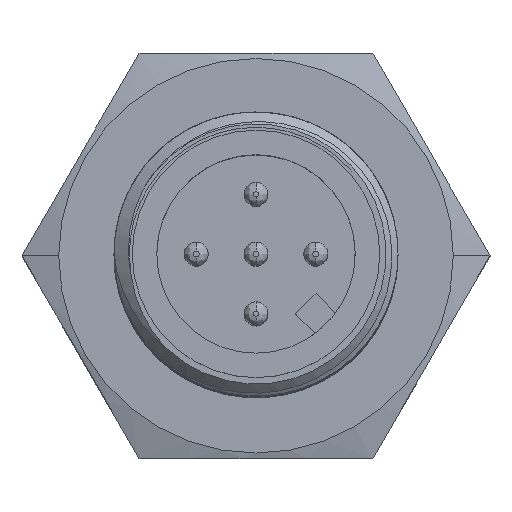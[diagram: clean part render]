
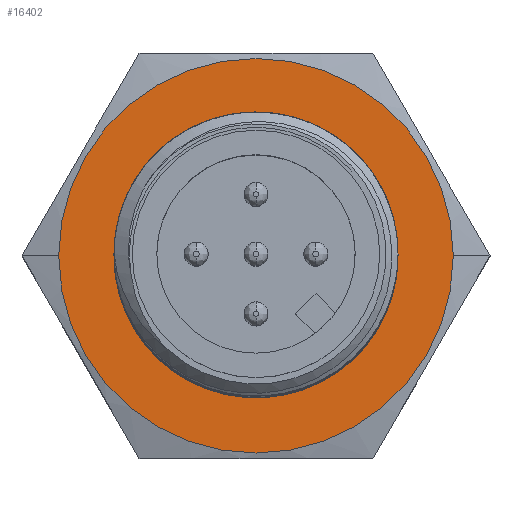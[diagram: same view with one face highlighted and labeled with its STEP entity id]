
A CAD part, top view. The second image highlights one B-rep face of the part: STEP entity #16402.
In plain terms, the highlighted face is planar.
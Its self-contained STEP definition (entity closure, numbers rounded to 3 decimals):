
#16163=CARTESIAN_POINT('',(0.,4.,0.));
#16164=DIRECTION('',(0.,1.,0.));
#16165=DIRECTION('',(1.,0.,0.));
#16166=AXIS2_PLACEMENT_3D('',#16163,#16164,#16165);
#16168=CARTESIAN_POINT('',(0.,4.,0.));
#16169=DIRECTION('',(0.,1.,0.));
#16170=DIRECTION('',(-1.,0.,0.));
#16171=AXIS2_PLACEMENT_3D('',#16168,#16169,#16170);
#16173=CARTESIAN_POINT('',(0.,4.,0.));
#16174=DIRECTION('',(0.,1.,0.));
#16175=DIRECTION('',(1.,0.,0.));
#16176=AXIS2_PLACEMENT_3D('',#16173,#16174,#16175);
#16178=CARTESIAN_POINT('',(0.,4.,0.));
#16179=DIRECTION('',(0.,1.,0.));
#16180=DIRECTION('',(-1.,0.,0.));
#16181=AXIS2_PLACEMENT_3D('',#16178,#16179,#16180);
#16219=CARTESIAN_POINT('',(5.131,4.,0.));
#16220=CARTESIAN_POINT('',(-5.131,4.,0.));
#16221=VERTEX_POINT('',#16219);
#16222=VERTEX_POINT('',#16220);
#16227=CARTESIAN_POINT('',(8.25,4.,0.));
#16228=CARTESIAN_POINT('',(-8.25,4.,0.));
#16229=VERTEX_POINT('',#16227);
#16230=VERTEX_POINT('',#16228);
#16386=CARTESIAN_POINT('',(0.,4.,0.));
#16387=DIRECTION('',(0.,1.,0.));
#16388=DIRECTION('',(1.,0.,0.));
#16389=AXIS2_PLACEMENT_3D('',#16386,#16387,#16388);
#16390=PLANE('',#16389);
#16392=ORIENTED_EDGE('',*,*,#16391,.F.);
#16393=ORIENTED_EDGE('',*,*,#16374,.F.);
#16394=EDGE_LOOP('',(#16392,#16393));
#16395=FACE_OUTER_BOUND('',#16394,.F.);
#16397=ORIENTED_EDGE('',*,*,#16396,.T.);
#16399=ORIENTED_EDGE('',*,*,#16398,.T.);
#16400=EDGE_LOOP('',(#16397,#16399));
#16401=FACE_BOUND('',#16400,.F.);
#16402=ADVANCED_FACE('',(#16395,#16401),#16390,.T.);
#16167=CIRCLE('',#16166,8.25);
#16172=CIRCLE('',#16171,8.25);
#16177=CIRCLE('',#16176,5.131);
#16182=CIRCLE('',#16181,5.131);
#16374=EDGE_CURVE('',#16230,#16229,#16172,.T.);
#16391=EDGE_CURVE('',#16229,#16230,#16167,.T.);
#16396=EDGE_CURVE('',#16221,#16222,#16177,.T.);
#16398=EDGE_CURVE('',#16222,#16221,#16182,.T.);
